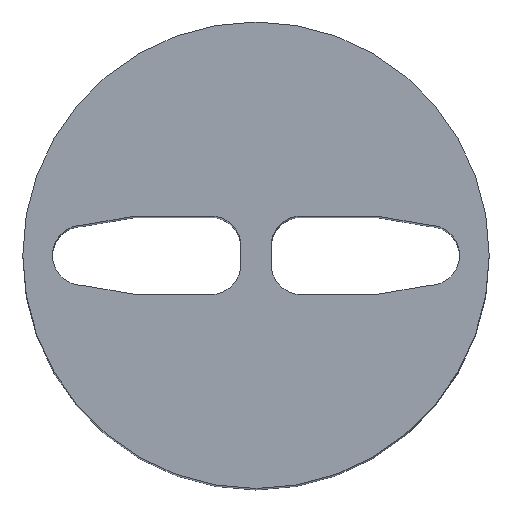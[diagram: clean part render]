
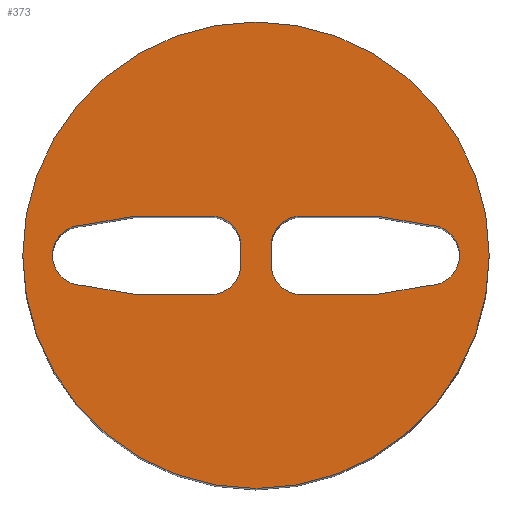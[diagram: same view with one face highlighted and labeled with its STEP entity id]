
A CAD part, top view. The second image highlights one B-rep face of the part: STEP entity #373.
In plain terms, the highlighted planar face has unit normal (0, 0, 1).
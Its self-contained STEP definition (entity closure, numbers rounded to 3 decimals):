
#20=FACE_BOUND('',#74,.T.);
#21=FACE_BOUND('',#75,.T.);
#34=PLANE('',#408);
#53=FACE_OUTER_BOUND('',#73,.T.);
#73=EDGE_LOOP('',(#315));
#74=EDGE_LOOP('',(#316,#317,#318,#319,#320,#321,#322,#323));
#75=EDGE_LOOP('',(#324,#325,#326,#327,#328,#329,#330,#331));
#83=LINE('',#529,#119);
#86=LINE('',#535,#122);
#90=LINE('',#547,#126);
#94=LINE('',#559,#130);
#96=LINE('',#562,#132);
#101=LINE('',#577,#137);
#104=LINE('',#583,#140);
#108=LINE('',#595,#144);
#111=LINE('',#601,#147);
#114=LINE('',#610,#150);
#119=VECTOR('',#424,0.451);
#122=VECTOR('',#429,0.635);
#126=VECTOR('',#441,0.152);
#130=VECTOR('',#453,0.635);
#132=VECTOR('',#457,0.451);
#137=VECTOR('',#470,0.635);
#140=VECTOR('',#475,0.451);
#144=VECTOR('',#487,0.451);
#147=VECTOR('',#492,0.635);
#150=VECTOR('',#503,0.152);
#152=CIRCLE('',#379,0.254);
#154=CIRCLE('',#384,0.254);
#156=CIRCLE('',#388,0.254);
#158=CIRCLE('',#393,0.254);
#160=CIRCLE('',#398,0.254);
#162=CIRCLE('',#403,0.254);
#163=CIRCLE('',#406,1.965);
#167=VERTEX_POINT('',#519);
#168=VERTEX_POINT('',#521);
#170=VERTEX_POINT('',#527);
#172=VERTEX_POINT('',#533);
#174=VERTEX_POINT('',#539);
#176=VERTEX_POINT('',#545);
#178=VERTEX_POINT('',#551);
#180=VERTEX_POINT('',#557);
#183=VERTEX_POINT('',#567);
#184=VERTEX_POINT('',#569);
#186=VERTEX_POINT('',#575);
#188=VERTEX_POINT('',#581);
#190=VERTEX_POINT('',#587);
#192=VERTEX_POINT('',#593);
#194=VERTEX_POINT('',#599);
#196=VERTEX_POINT('',#605);
#197=VERTEX_POINT('',#612);
#201=EDGE_CURVE('',#168,#167,#152,.T.);
#205=EDGE_CURVE('',#167,#170,#83,.T.);
#208=EDGE_CURVE('',#170,#172,#86,.T.);
#211=EDGE_CURVE('',#172,#174,#154,.T.);
#214=EDGE_CURVE('',#174,#176,#90,.T.);
#217=EDGE_CURVE('',#176,#178,#156,.T.);
#220=EDGE_CURVE('',#178,#180,#94,.T.);
#222=EDGE_CURVE('',#180,#168,#96,.T.);
#225=EDGE_CURVE('',#184,#183,#158,.T.);
#229=EDGE_CURVE('',#183,#186,#101,.T.);
#232=EDGE_CURVE('',#186,#188,#104,.T.);
#235=EDGE_CURVE('',#188,#190,#160,.T.);
#238=EDGE_CURVE('',#190,#192,#108,.T.);
#241=EDGE_CURVE('',#192,#194,#111,.T.);
#244=EDGE_CURVE('',#194,#196,#162,.T.);
#246=EDGE_CURVE('',#196,#184,#114,.T.);
#247=EDGE_CURVE('',#197,#197,#163,.T.);
#315=ORIENTED_EDGE('',*,*,#247,.T.);
#316=ORIENTED_EDGE('',*,*,#201,.T.);
#317=ORIENTED_EDGE('',*,*,#205,.T.);
#318=ORIENTED_EDGE('',*,*,#208,.T.);
#319=ORIENTED_EDGE('',*,*,#211,.T.);
#320=ORIENTED_EDGE('',*,*,#214,.T.);
#321=ORIENTED_EDGE('',*,*,#217,.T.);
#322=ORIENTED_EDGE('',*,*,#220,.T.);
#323=ORIENTED_EDGE('',*,*,#222,.T.);
#324=ORIENTED_EDGE('',*,*,#225,.T.);
#325=ORIENTED_EDGE('',*,*,#229,.T.);
#326=ORIENTED_EDGE('',*,*,#232,.T.);
#327=ORIENTED_EDGE('',*,*,#235,.T.);
#328=ORIENTED_EDGE('',*,*,#238,.T.);
#329=ORIENTED_EDGE('',*,*,#241,.T.);
#330=ORIENTED_EDGE('',*,*,#244,.T.);
#331=ORIENTED_EDGE('',*,*,#246,.T.);
#373=ADVANCED_FACE('',(#53,#20,#21),#34,.T.);
#379=AXIS2_PLACEMENT_3D('',#522,#417,#418);
#384=AXIS2_PLACEMENT_3D('',#541,#435,#436);
#388=AXIS2_PLACEMENT_3D('',#553,#447,#448);
#393=AXIS2_PLACEMENT_3D('',#570,#463,#464);
#398=AXIS2_PLACEMENT_3D('',#589,#481,#482);
#403=AXIS2_PLACEMENT_3D('',#607,#498,#499);
#406=AXIS2_PLACEMENT_3D('',#613,#506,#507);
#408=AXIS2_PLACEMENT_3D('',#616,#510,#511);
#417=DIRECTION('center_axis',(0.,0.,-1.));
#418=DIRECTION('ref_axis',(0.,1.,0.));
#424=DIRECTION('',(0.986,0.169,0.));
#429=DIRECTION('',(1.,0.,0.));
#435=DIRECTION('center_axis',(0.,0.,-1.));
#436=DIRECTION('ref_axis',(1.,0.,0.));
#441=DIRECTION('',(0.,-1.,0.));
#447=DIRECTION('center_axis',(0.,0.,-1.));
#448=DIRECTION('ref_axis',(0.,-1.,0.));
#453=DIRECTION('',(-1.,0.,0.));
#457=DIRECTION('',(-0.986,0.169,0.));
#463=DIRECTION('center_axis',(0.,0.,-1.));
#464=DIRECTION('ref_axis',(-1.,0.,0.));
#470=DIRECTION('',(1.,0.,0.));
#475=DIRECTION('',(0.986,-0.169,0.));
#481=DIRECTION('center_axis',(0.,0.,-1.));
#482=DIRECTION('ref_axis',(0.,1.,0.));
#487=DIRECTION('',(-0.986,-0.169,0.));
#492=DIRECTION('',(-1.,0.,0.));
#498=DIRECTION('center_axis',(0.,0.,-1.));
#499=DIRECTION('ref_axis',(0.,-1.,0.));
#503=DIRECTION('',(0.,1.,0.));
#506=DIRECTION('center_axis',(0.,0.,1.));
#507=DIRECTION('ref_axis',(-1.,0.,0.));
#510=DIRECTION('center_axis',(0.,0.,1.));
#511=DIRECTION('ref_axis',(1.,0.,0.));
#519=CARTESIAN_POINT('',(-1.461,0.254,7.11));
#521=CARTESIAN_POINT('',(-1.461,-0.254,7.11));
#522=CARTESIAN_POINT('Origin',(-1.461,0.,7.11));
#527=CARTESIAN_POINT('',(-1.016,0.33,7.11));
#529=CARTESIAN_POINT('',(-0.55,0.41,7.11));
#533=CARTESIAN_POINT('',(-0.381,0.33,7.11));
#535=CARTESIAN_POINT('',(-0.19,0.33,7.11));
#539=CARTESIAN_POINT('',(-0.127,0.076,7.11));
#541=CARTESIAN_POINT('Origin',(-0.381,0.076,7.11));
#545=CARTESIAN_POINT('',(-0.127,-0.076,7.11));
#547=CARTESIAN_POINT('',(-0.127,-0.038,7.11));
#551=CARTESIAN_POINT('',(-0.381,-0.33,7.11));
#553=CARTESIAN_POINT('Origin',(-0.381,-0.076,7.11));
#557=CARTESIAN_POINT('',(-1.016,-0.33,7.11));
#559=CARTESIAN_POINT('',(-0.508,-0.33,7.11));
#562=CARTESIAN_POINT('',(-0.772,-0.372,7.11));
#567=CARTESIAN_POINT('',(0.381,0.33,7.11));
#569=CARTESIAN_POINT('',(0.127,0.076,7.11));
#570=CARTESIAN_POINT('Origin',(0.381,0.076,7.11));
#575=CARTESIAN_POINT('',(1.016,0.33,7.11));
#577=CARTESIAN_POINT('',(0.508,0.33,7.11));
#581=CARTESIAN_POINT('',(1.461,0.254,7.11));
#583=CARTESIAN_POINT('',(0.772,0.372,7.11));
#587=CARTESIAN_POINT('',(1.461,-0.254,7.11));
#589=CARTESIAN_POINT('Origin',(1.461,0.,7.11));
#593=CARTESIAN_POINT('',(1.016,-0.33,7.11));
#595=CARTESIAN_POINT('',(0.55,-0.41,7.11));
#599=CARTESIAN_POINT('',(0.381,-0.33,7.11));
#601=CARTESIAN_POINT('',(0.191,-0.33,7.11));
#605=CARTESIAN_POINT('',(0.127,-0.076,7.11));
#607=CARTESIAN_POINT('Origin',(0.381,-0.076,7.11));
#610=CARTESIAN_POINT('',(0.127,0.038,7.11));
#612=CARTESIAN_POINT('',(1.965,0.,7.11));
#613=CARTESIAN_POINT('Origin',(0.,0.,7.11));
#616=CARTESIAN_POINT('Origin',(0.,0.,
7.11));
